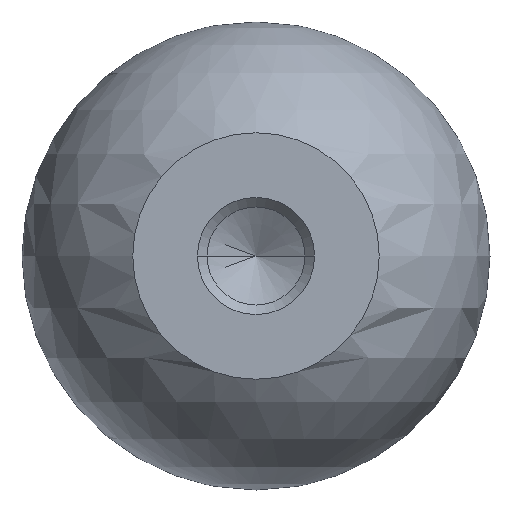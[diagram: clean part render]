
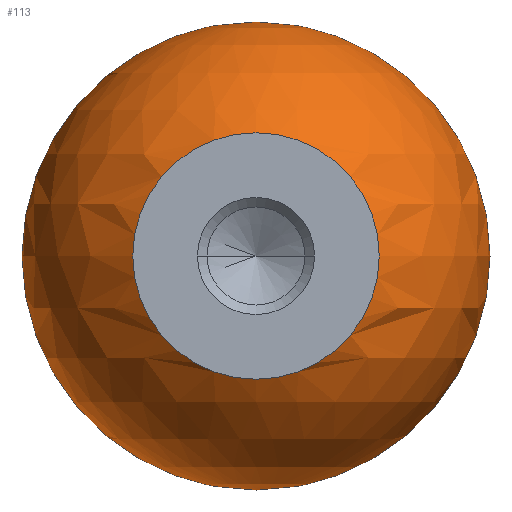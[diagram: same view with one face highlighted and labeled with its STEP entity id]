
A CAD part, front view. The second image highlights one B-rep face of the part: STEP entity #113.
In plain terms, the highlighted spherical face has radius 20 mm.
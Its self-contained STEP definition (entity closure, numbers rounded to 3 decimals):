
#113=ADVANCED_FACE('',(#264,#265),#266,.T.);
#119=VERTEX_POINT('',#273);
#125=EDGE_CURVE('',#119,#187,#280,.T.);
#135=EDGE_CURVE('',#169,#181,#292,.T.);
#141=EDGE_CURVE('',#181,#169,#298,.T.);
#145=EDGE_CURVE('',#187,#119,#303,.T.);
#169=VERTEX_POINT('',#328);
#181=VERTEX_POINT('',#342);
#187=VERTEX_POINT('',#350);
#264=FACE_BOUND('',#431,.T.);
#265=FACE_BOUND('',#432,.T.);
#266=SPHERICAL_SURFACE('',#433,20.0);
#273=CARTESIAN_POINT('',(0.,17.0,-20.0));
#280=CIRCLE('',#452,20.0);
#292=CIRCLE('',#466,10.536);
#298=CIRCLE('',#475,10.536);
#303=CIRCLE('',#481,20.0);
#328=CARTESIAN_POINT('',(0.,0.0,10.536));
#342=CARTESIAN_POINT('',(0.0,0.0,-10.536));
#350=CARTESIAN_POINT('',(0.0,17.0,20.0));
#431=EDGE_LOOP('',(#625,#626));
#432=EDGE_LOOP('',(#627,#628));
#433=AXIS2_PLACEMENT_3D('',#629,#630,#631);
#452=AXIS2_PLACEMENT_3D('',#648,#649,#650);
#466=AXIS2_PLACEMENT_3D('',#670,#671,#672);
#475=AXIS2_PLACEMENT_3D('',#679,#680,#681);
#481=AXIS2_PLACEMENT_3D('',#690,#691,#692);
#625=ORIENTED_EDGE('',*,*,#125,.T.);
#626=ORIENTED_EDGE('',*,*,#145,.T.);
#627=ORIENTED_EDGE('',*,*,#135,.T.);
#628=ORIENTED_EDGE('',*,*,#141,.T.);
#629=CARTESIAN_POINT('',(0.0,17.0,0.0));
#630=DIRECTION('',(0.0,0.0,1.0));
#631=DIRECTION('',(1.0,0.0,0.0));
#648=CARTESIAN_POINT('',(0.0,17.0,0.0));
#649=DIRECTION('',(0.,-1.0,0.0));
#650=DIRECTION('',(0.0,0.0,1.0));
#670=CARTESIAN_POINT('',(0.0,0.0,0.0));
#671=DIRECTION('',(0.0,1.0,0.0));
#672=DIRECTION('',(0.0,0.0,-1.0));
#679=CARTESIAN_POINT('',(0.0,0.0,0.0));
#680=DIRECTION('',(0.0,1.0,0.0));
#681=DIRECTION('',(0.0,0.0,-1.0));
#690=CARTESIAN_POINT('',(0.0,17.0,0.0));
#691=DIRECTION('',(0.,-1.0,0.0));
#692=DIRECTION('',(0.0,0.0,1.0));
